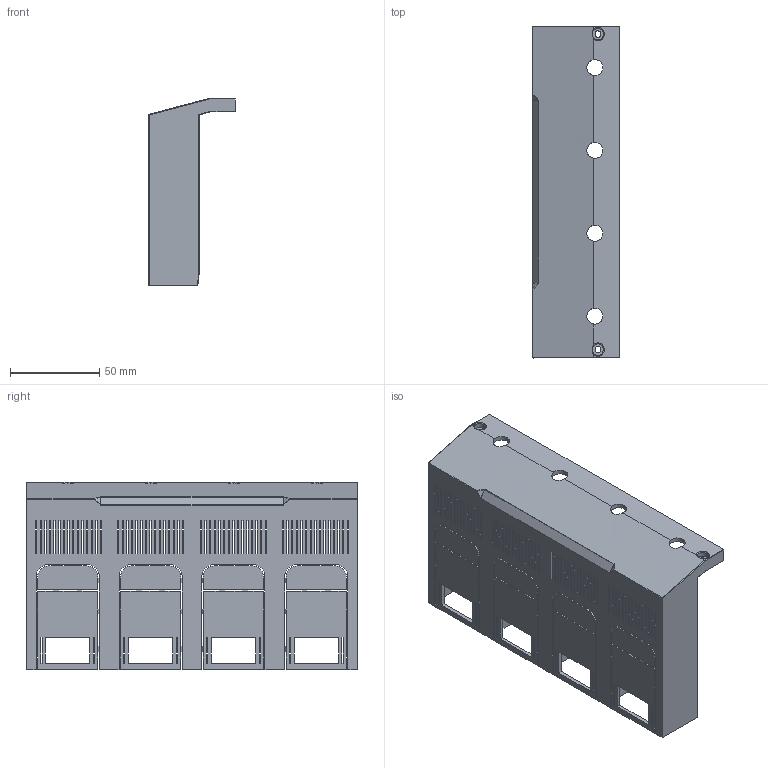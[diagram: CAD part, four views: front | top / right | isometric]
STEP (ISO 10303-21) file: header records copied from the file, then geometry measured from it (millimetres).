
FILE_DESCRIPTION(/* description */ (''),/* implementation_level */ '2;1');
FILE_NAME(/* name */ 'FILE_STP_CAD_DRAWING_3D_P5X842S_prt.stp',/* time_stamp */ '2025-07-28T15:44:49+02:00',/* author */ (''),/* organization */ (''),/* preprocessor_version */ 'ST-DEVELOPER v20',/* originating_system */ 'SIEMENS PLM Software NX2406.8500',/* authorisation */ '');
FILE_SCHEMA (('AUTOMOTIVE_DESIGN { 1 0 10303 214 3 1 1 1 }'));
Length unit declared in the file: millimetre
Products named in the file (1): 3D_P5X842S
Bounding box: 48.8 x 186.1 x 105 mm (x, y, z)
Surface area: 82365.9 mm2 (no closed solid volume)
Topology: 0 solids, 1 shells, 492 faces, 2171 edges, 1439 vertices
Faces by surface type: plane 317, cylinder 133, bspline 20, torus 12, cone 8, sphere 2
Entity records: 23189 total; most frequent: CARTESIAN_POINT 6110, ORIENTED_EDGE 3332, DIRECTION 3152, EDGE_CURVE 2171, LINE 1778, VECTOR 1778, VERTEX_POINT 1438, AXIS2_PLACEMENT_3D 687
